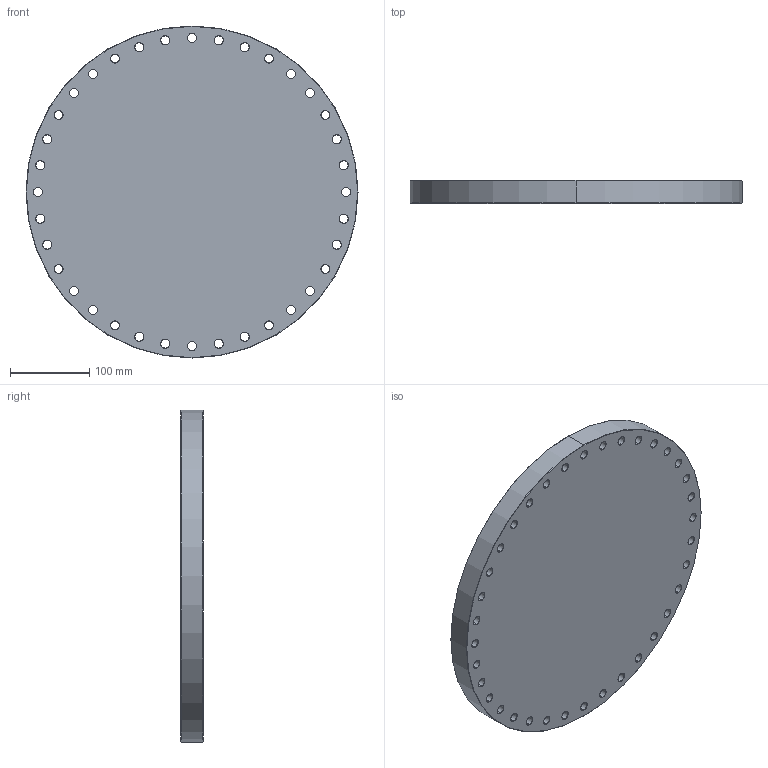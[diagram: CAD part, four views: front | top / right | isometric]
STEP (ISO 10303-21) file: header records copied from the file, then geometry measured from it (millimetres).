
FILE_DESCRIPTION (( 'STEP AP214' ), '1' );
FILE_NAME ('Hositrad_CF350-B.STEP', '2016-09-29T08:53:53', ( '' ), ( '' ), 'SwSTEP 2.0', 'SolidWorks 2016', '' );
FILE_SCHEMA (( 'AUTOMOTIVE_DESIGN' ));
Length unit declared in the file: millimetre
Products named in the file (1): Hositrad_CF350-B
Bounding box: 419.1 x 28.5 x 419.1 mm (x, y, z)
Volume: 3700096.8 mm3; surface area: 343762.9 mm2
Topology: 1 solids, 1 shells, 231 faces, 532 edges, 304 vertices
Faces by surface type: cone 152, cylinder 76, plane 3
Entity records: 6672 total; most frequent: DIRECTION 1300, CARTESIAN_POINT 1068, ORIENTED_EDGE 1064, AXIS2_PLACEMENT_3D 536, EDGE_CURVE 532, EDGE_LOOP 304, VERTEX_POINT 304, CIRCLE 304
